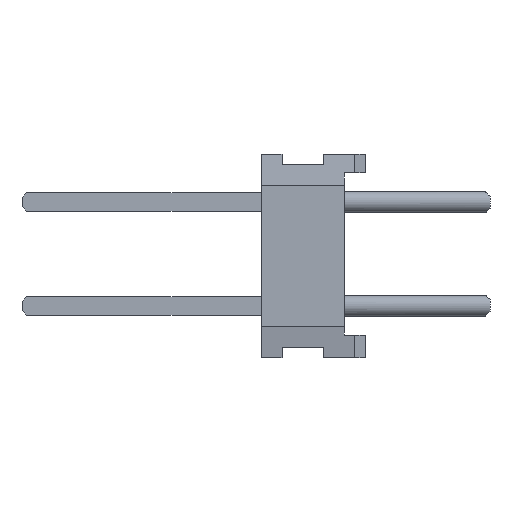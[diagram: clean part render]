
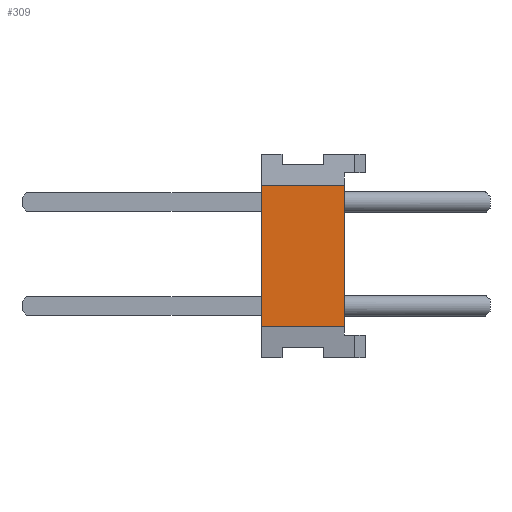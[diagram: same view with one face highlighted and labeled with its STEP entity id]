
A CAD part, left-side view. The second image highlights one B-rep face of the part: STEP entity #309.
In plain terms, the highlighted planar face has unit normal (-1, 0, 0).
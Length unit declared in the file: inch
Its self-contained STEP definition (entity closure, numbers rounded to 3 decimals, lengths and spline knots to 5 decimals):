
#309=ADVANCED_FACE( '', ( #580 ), #581, .F. );
#480=DIRECTION( '', ( 0., 0., 1. ) );
#481=DIRECTION( '', ( 1., 0., 0. ) );
#580=FACE_OUTER_BOUND( '', #925, .T. );
#581=PLANE( '', #926 );
#925=EDGE_LOOP( '', ( #1473, #1474, #1475, #1476 ) );
#926=AXIS2_PLACEMENT_3D( '', #1477, #481, #1182 );
#1182=DIRECTION( '', ( 0., 0., -1. ) );
#1272=DIRECTION( '', ( 0., 1., 0. ) );
#1473=ORIENTED_EDGE( '', *, *, #2733, .F. );
#1474=ORIENTED_EDGE( '', *, *, #2734, .T. );
#1475=ORIENTED_EDGE( '', *, *, #2735, .T. );
#1476=ORIENTED_EDGE( '', *, *, #2736, .T. );
#1477=CARTESIAN_POINT( '', ( -0.075, 0.1, -0.1 ) );
#2733=EDGE_CURVE( '', #3478, #3479, #3480, .T. );
#2734=EDGE_CURVE( '', #3478, #3481, #3482, .T. );
#2735=EDGE_CURVE( '', #3481, #3483, #3484, .T. );
#2736=EDGE_CURVE( '', #3483, #3479, #3485, .T. );
#3478=VERTEX_POINT( '', #4176 );
#3479=VERTEX_POINT( '', #4177 );
#3480=LINE( '', #1477, #3957 );
#3481=VERTEX_POINT( '', #4178 );
#3482=LINE( '', #4176, #4179 );
#3483=VERTEX_POINT( '', #4180 );
#3484=LINE( '', #4181, #3957 );
#3485=LINE( '', #4177, #4000 );
#3957=VECTOR( '', #480, 39.37008 );
#4000=VECTOR( '', #1272, 39.37008 );
#4176=CARTESIAN_POINT( '', ( -0.075, 0.1, -0.07 ) );
#4177=CARTESIAN_POINT( '', ( -0.075, 0.1, 0.066 ) );
#4178=CARTESIAN_POINT( '', ( -0.075, 0.02, -0.07 ) );
#4179=VECTOR( '', #4449, 39.37008 );
#4180=CARTESIAN_POINT( '', ( -0.075, 0.02, 0.066 ) );
#4181=CARTESIAN_POINT( '', ( -0.075, 0.02, -0.078 ) );
#4449=DIRECTION( '', ( 0., -1., 0. ) );
